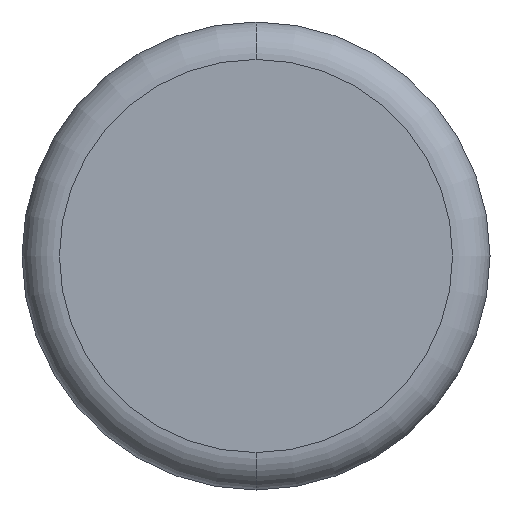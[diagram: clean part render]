
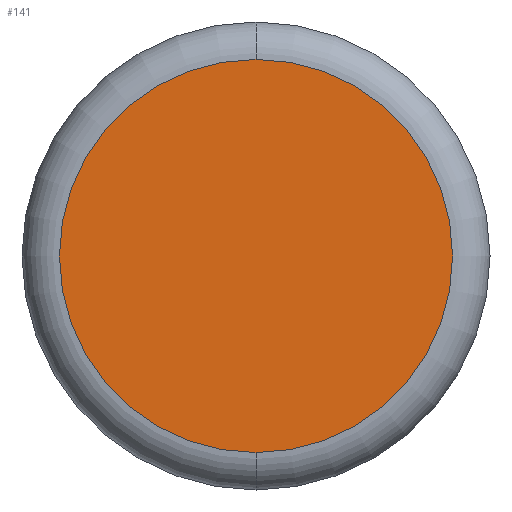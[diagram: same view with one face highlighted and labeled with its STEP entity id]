
A CAD part, front view. The second image highlights one B-rep face of the part: STEP entity #141.
In plain terms, the highlighted planar face has unit normal (0, -1, 0).
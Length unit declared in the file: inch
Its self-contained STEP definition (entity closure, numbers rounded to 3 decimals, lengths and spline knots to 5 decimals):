
#13 = CARTESIAN_POINT ( 'NONE',  ( 0., 0., 0. ) ) ;
#32 = FACE_OUTER_BOUND ( 'NONE', #100, .T. ) ;
#49 = AXIS2_PLACEMENT_3D ( 'NONE', #222, #164, #347 ) ;
#78 = ORIENTED_EDGE ( 'NONE', *, *, #232, .T. ) ;
#85 = DIRECTION ( 'NONE',  ( 0., -1., 0. ) ) ;
#100 = EDGE_LOOP ( 'NONE', ( #343, #78 ) ) ;
#141 = ADVANCED_FACE ( 'NONE', ( #32 ), #160, .T. ) ;
#147 = DIRECTION ( 'NONE',  ( 0., 0., -1. ) ) ;
#160 = PLANE ( 'NONE',  #166 ) ;
#164 = DIRECTION ( 'NONE',  ( 0., -1., 0. ) ) ;
#166 = AXIS2_PLACEMENT_3D ( 'NONE', #195, #357, #147 ) ;
#195 = CARTESIAN_POINT ( 'NONE',  ( 0., 0., 0. ) ) ;
#222 = CARTESIAN_POINT ( 'NONE',  ( 0., 0., 0. ) ) ;
#231 = CIRCLE ( 'NONE', #356, 0.105 ) ;
#232 = EDGE_CURVE ( 'NONE', #306, #293, #231, .T. ) ;
#264 = CIRCLE ( 'NONE', #49, 0.105 ) ;
#285 = DIRECTION ( 'NONE',  ( 0., 0., -1. ) ) ;
#286 = CARTESIAN_POINT ( 'NONE',  ( 0., 0., 0.105 ) ) ;
#293 = VERTEX_POINT ( 'NONE', #377 ) ;
#304 = EDGE_CURVE ( 'NONE', #293, #306, #264, .T. ) ;
#306 = VERTEX_POINT ( 'NONE', #286 ) ;
#343 = ORIENTED_EDGE ( 'NONE', *, *, #304, .T. ) ;
#347 = DIRECTION ( 'NONE',  ( 0., 0., -1. ) ) ;
#356 = AXIS2_PLACEMENT_3D ( 'NONE', #13, #85, #285 ) ;
#357 = DIRECTION ( 'NONE',  ( 0., -1., 0. ) ) ;
#377 = CARTESIAN_POINT ( 'NONE',  ( 0., 0., -0.105 ) ) ;
